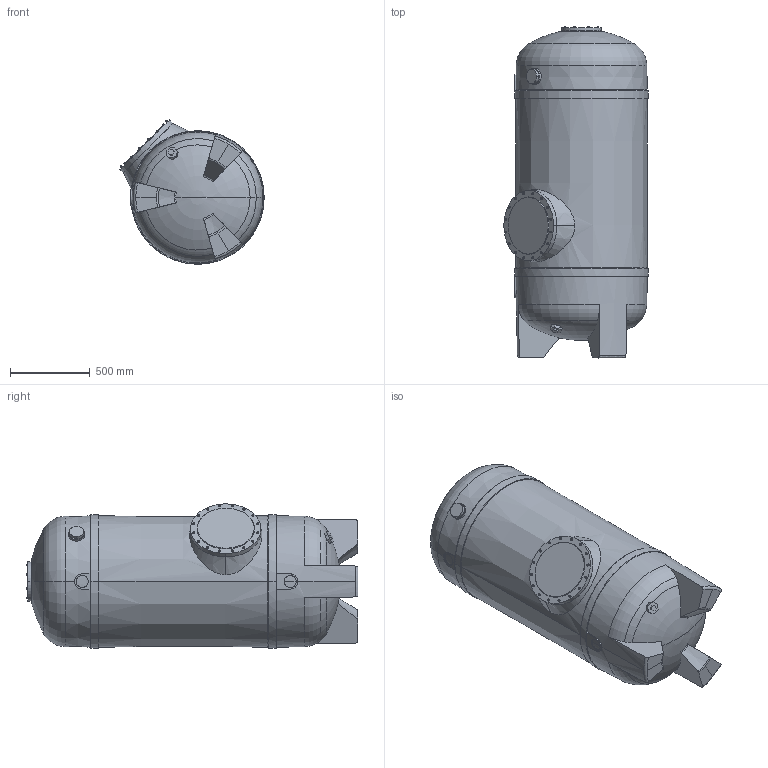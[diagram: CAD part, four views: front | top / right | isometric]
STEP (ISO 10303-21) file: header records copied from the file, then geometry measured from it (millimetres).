
FILE_DESCRIPTION (( 'STEP AP214' ), '1' );
FILE_NAME ('DCH_P_840.STEP', '2019-03-13T11:46:58', ( '' ), ( '' ), 'SwSTEP 2.0', 'SolidWorks 2018', '' );
FILE_SCHEMA (( 'AUTOMOTIVE_DESIGN' ));
Length unit declared in the file: millimetre
Products named in the file (1): DCH_P_840
Bounding box: 902.71 x 2075.07 x 902.71 mm (x, y, z)
Volume: 116208248.9 mm3; surface area: 11266474.3 mm2
Topology: 1 solids, 18 shells, 501 faces, 1180 edges, 772 vertices
Faces by surface type: plane 266, cylinder 122, sphere 44, torus 39, cone 30
Entity records: 19525 total; most frequent: CARTESIAN_POINT 3459, DIRECTION 2587, ORIENTED_EDGE 2312, EDGE_CURVE 1156, AXIS2_PLACEMENT_3D 959, VERTEX_POINT 760, LINE 669, VECTOR 669
